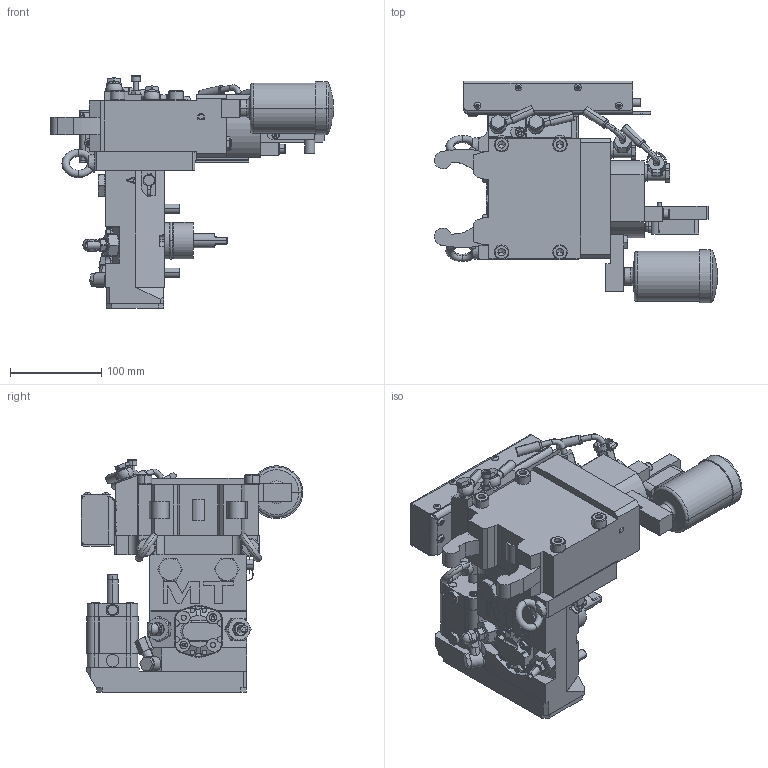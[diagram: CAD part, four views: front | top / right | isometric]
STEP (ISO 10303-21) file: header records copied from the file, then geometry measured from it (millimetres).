
FILE_DESCRIPTION((''),'2;1');
FILE_NAME('MNZ0310150JP_CONF','2023-02-23T12:02:06',('sterribile'),('M.T. srl'),'CREO PARAMETRIC BY PTC INC, 2021072','CREO PARAMETRIC BY PTC INC, 2021072','');
FILE_SCHEMA(('CONFIG_CONTROL_DESIGN'));
Products named in the file (1): MNZ0310150JP_CONF
Bounding box: 310.12 x 243 x 254.5 mm (x, y, z)
Volume: 3676235.3 mm3; surface area: 384816.4 mm2
Topology: 2 solids, 2 shells, 1938 faces, 4890 edges, 3061 vertices
Faces by surface type: plane 961, cylinder 666, cone 188, torus 91, bspline 20, sphere 8, revolution 2, extrusion 2
Entity records: 63358 total; most frequent: CARTESIAN_POINT 16270, DIRECTION 10092, ORIENTED_EDGE 9656, EDGE_CURVE 4828, AXIS2_PLACEMENT_3D 3653, VERTEX_POINT 3061, VECTOR 2784, LINE 2782
